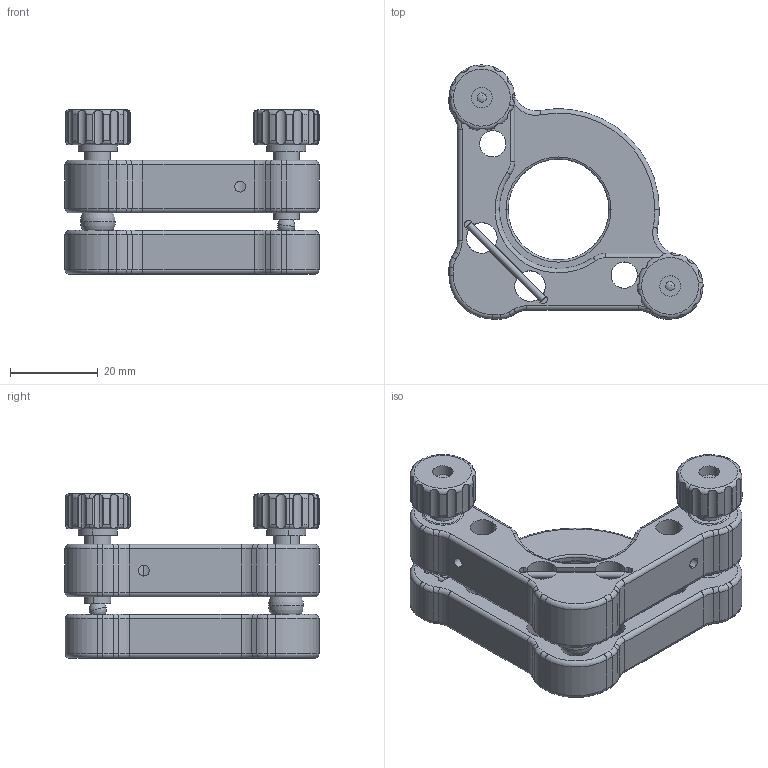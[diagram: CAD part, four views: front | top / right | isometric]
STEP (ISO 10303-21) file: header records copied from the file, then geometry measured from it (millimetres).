
FILE_DESCRIPTION (( 'STEP AP214' ), '1' );
FILE_NAME ('24CKM-1M.STEP', '2019-01-24T07:55:55', ( '' ), ( '' ), 'SwSTEP 2.0', 'SolidWorks 2016', '' );
FILE_SCHEMA (( 'AUTOMOTIVE_DESIGN' ));
Length unit declared in the file: millimetre
Products named in the file (1): 24CKM-1M
Bounding box: 58 x 58 x 37.54 mm (x, y, z)
Surface area: 16776.6 mm2 (no closed solid volume)
Topology: 0 solids, 19 shells, 428 faces, 1158 edges, 743 vertices
Faces by surface type: cylinder 259, torus 84, plane 69, cone 10, sphere 6
Entity records: 19060 total; most frequent: CARTESIAN_POINT 3530, DIRECTION 2365, ORIENTED_EDGE 2192, EDGE_CURVE 1143, AXIS2_PLACEMENT_3D 967, VERTEX_POINT 734, CIRCLE 538, EDGE_LOOP 473
